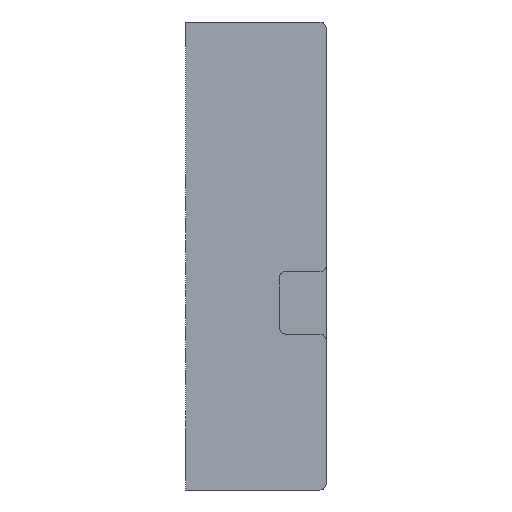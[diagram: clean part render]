
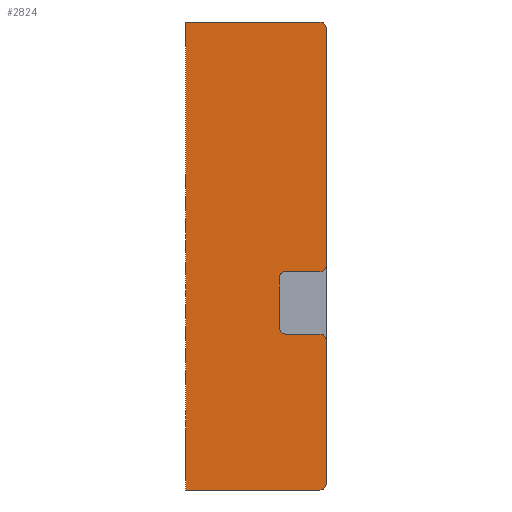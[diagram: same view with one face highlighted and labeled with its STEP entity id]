
A CAD part, left-side view. The second image highlights one B-rep face of the part: STEP entity #2824.
In plain terms, the highlighted planar face has unit normal (-1, 0, 0).
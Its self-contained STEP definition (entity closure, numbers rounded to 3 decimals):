
#160 = CARTESIAN_POINT ( 'NONE',  ( -100.6, 216.094, 29.993 ) ) ;
#253 = CARTESIAN_POINT ( 'NONE',  ( -100.6, 218.094, -20. ) ) ;
#370 = EDGE_CURVE ( 'NONE', #5407, #5378, #2907, .T. ) ;
#416 = VERTEX_POINT ( 'NONE', #2939 ) ;
#447 = CARTESIAN_POINT ( 'NONE',  ( -100.6, 261.094, 130. ) ) ;
#508 = ORIENTED_EDGE ( 'NONE', *, *, #3040, .T. ) ;
#570 = DIRECTION ( 'NONE',  ( -1., 0., 0. ) ) ;
#597 = CARTESIAN_POINT ( 'NONE',  ( -100.6, 216.094, 49.993 ) ) ;
#622 = CARTESIAN_POINT ( 'NONE',  ( -100.6, 218.094, -18. ) ) ;
#690 = ORIENTED_EDGE ( 'NONE', *, *, #2790, .T. ) ;
#805 = DIRECTION ( 'NONE',  ( 0., 0., 1. ) ) ;
#879 = DIRECTION ( 'NONE',  ( 0., -1., 0. ) ) ;
#996 = VERTEX_POINT ( 'NONE', #4541 ) ;
#1007 = DIRECTION ( 'NONE',  ( -1., 0., 0. ) ) ;
#1015 = ORIENTED_EDGE ( 'NONE', *, *, #1523, .T. ) ;
#1173 = AXIS2_PLACEMENT_3D ( 'NONE', #1515, #2754, #4603 ) ;
#1256 = CARTESIAN_POINT ( 'NONE',  ( -100.6, 229.094, 31.993 ) ) ;
#1309 = AXIS2_PLACEMENT_3D ( 'NONE', #5251, #2302, #6025 ) ;
#1330 = LINE ( 'NONE', #6847, #1815 ) ;
#1367 = CARTESIAN_POINT ( 'NONE',  ( -100.6, 218.094, 128. ) ) ;
#1487 = VERTEX_POINT ( 'NONE', #447 ) ;
#1515 = CARTESIAN_POINT ( 'NONE',  ( -100.6, 216.094, -20. ) ) ;
#1523 = EDGE_CURVE ( 'NONE', #4151, #996, #7520, .T. ) ;
#1567 = CARTESIAN_POINT ( 'NONE',  ( -100.6, 218.094, 27.993 ) ) ;
#1642 = VERTEX_POINT ( 'NONE', #6009 ) ;
#1815 = VECTOR ( 'NONE', #3773, 1000. ) ;
#1950 = EDGE_CURVE ( 'NONE', #6189, #5378, #1330, .T. ) ;
#2040 = VECTOR ( 'NONE', #4472, 1000. ) ;
#2218 = CARTESIAN_POINT ( 'NONE',  ( -100.6, 218.094, 49.993 ) ) ;
#2289 = ORIENTED_EDGE ( 'NONE', *, *, #7770, .F. ) ;
#2302 = DIRECTION ( 'NONE',  ( 1., 0., 0. ) ) ;
#2435 = EDGE_CURVE ( 'NONE', #1487, #1642, #5436, .T. ) ;
#2514 = ORIENTED_EDGE ( 'NONE', *, *, #4385, .T. ) ;
#2670 = EDGE_CURVE ( 'NONE', #416, #4151, #3122, .T. ) ;
#2754 = DIRECTION ( 'NONE',  ( -1., 0., 0. ) ) ;
#2790 = EDGE_CURVE ( 'NONE', #6965, #5280, #7558, .T. ) ;
#2824 = ADVANCED_FACE ( 'NONE', ( #6240 ), #5155, .T. ) ;
#2855 = ORIENTED_EDGE ( 'NONE', *, *, #7833, .T. ) ;
#2866 = VERTEX_POINT ( 'NONE', #3905 ) ;
#2907 = CIRCLE ( 'NONE', #4589, 2. ) ;
#2939 = CARTESIAN_POINT ( 'NONE',  ( -100.6, 216.094, -18. ) ) ;
#3008 = DIRECTION ( 'NONE',  ( 0., 1., 0. ) ) ;
#3040 = EDGE_CURVE ( 'NONE', #3398, #416, #6286, .T. ) ;
#3122 = LINE ( 'NONE', #7350, #6510 ) ;
#3131 = VECTOR ( 'NONE', #5512, 1000. ) ;
#3190 = ORIENTED_EDGE ( 'NONE', *, *, #5693, .T. ) ;
#3284 = DIRECTION ( 'NONE',  ( 0., 0., 1. ) ) ;
#3361 = VECTOR ( 'NONE', #879, 1000. ) ;
#3398 = VERTEX_POINT ( 'NONE', #253 ) ;
#3461 = CARTESIAN_POINT ( 'NONE',  ( -100.6, 229.094, 29.993 ) ) ;
#3548 = LINE ( 'NONE', #3908, #3361 ) ;
#3623 = ORIENTED_EDGE ( 'NONE', *, *, #370, .T. ) ;
#3680 = ORIENTED_EDGE ( 'NONE', *, *, #2435, .F. ) ;
#3716 = CARTESIAN_POINT ( 'NONE',  ( -100.6, 218.094, 51.993 ) ) ;
#3773 = DIRECTION ( 'NONE',  ( 0., 0., -1. ) ) ;
#3872 = DIRECTION ( 'NONE',  ( 0., 0., 1. ) ) ;
#3905 = CARTESIAN_POINT ( 'NONE',  ( -100.6, 261.094, -20. ) ) ;
#3906 = CARTESIAN_POINT ( 'NONE',  ( -100.6, 216.094, 128. ) ) ;
#3908 = CARTESIAN_POINT ( 'NONE',  ( -100.6, 216.094, -20. ) ) ;
#3927 = VECTOR ( 'NONE', #6472, 1000. ) ;
#3953 = LINE ( 'NONE', #5091, #4424 ) ;
#4090 = AXIS2_PLACEMENT_3D ( 'NONE', #1567, #1007, #4683 ) ;
#4110 = EDGE_LOOP ( 'NONE', ( #2855, #508, #7745, #1015, #2289, #3623, #5040, #6588, #5511, #2514, #690, #3190, #3680, #7764 ) ) ;
#4151 = VERTEX_POINT ( 'NONE', #5239 ) ;
#4168 = AXIS2_PLACEMENT_3D ( 'NONE', #622, #570, #4261 ) ;
#4242 = LINE ( 'NONE', #160, #2040 ) ;
#4261 = DIRECTION ( 'NONE',  ( 0., 0., 1. ) ) ;
#4323 = DIRECTION ( 'NONE',  ( 0., 0., 1. ) ) ;
#4385 = EDGE_CURVE ( 'NONE', #6440, #6965, #6493, .T. ) ;
#4424 = VECTOR ( 'NONE', #3284, 1000. ) ;
#4472 = DIRECTION ( 'NONE',  ( 0., -1., 0. ) ) ;
#4541 = CARTESIAN_POINT ( 'NONE',  ( -100.6, 218.094, 29.993 ) ) ;
#4548 = CARTESIAN_POINT ( 'NONE',  ( -100.6, 216.094, -20. ) ) ;
#4589 = AXIS2_PLACEMENT_3D ( 'NONE', #1256, #4857, #7917 ) ;
#4603 = DIRECTION ( 'NONE',  ( 0., 0., 1. ) ) ;
#4683 = DIRECTION ( 'NONE',  ( 0., 0., 1. ) ) ;
#4696 = VERTEX_POINT ( 'NONE', #5245 ) ;
#4857 = DIRECTION ( 'NONE',  ( 1., 0., 0. ) ) ;
#4988 = AXIS2_PLACEMENT_3D ( 'NONE', #1367, #6391, #3872 ) ;
#5040 = ORIENTED_EDGE ( 'NONE', *, *, #1950, .F. ) ;
#5091 = CARTESIAN_POINT ( 'NONE',  ( -100.6, 261.094, -20. ) ) ;
#5155 = PLANE ( 'NONE',  #1173 ) ;
#5239 = CARTESIAN_POINT ( 'NONE',  ( -100.6, 216.094, 27.993 ) ) ;
#5245 = CARTESIAN_POINT ( 'NONE',  ( -100.6, 229.094, 49.993 ) ) ;
#5251 = CARTESIAN_POINT ( 'NONE',  ( -100.6, 229.094, 47.993 ) ) ;
#5275 = VECTOR ( 'NONE', #3008, 1000. ) ;
#5280 = VERTEX_POINT ( 'NONE', #3906 ) ;
#5378 = VERTEX_POINT ( 'NONE', #7158 ) ;
#5407 = VERTEX_POINT ( 'NONE', #3461 ) ;
#5436 = LINE ( 'NONE', #6582, #3131 ) ;
#5481 = EDGE_CURVE ( 'NONE', #6440, #4696, #6451, .T. ) ;
#5511 = ORIENTED_EDGE ( 'NONE', *, *, #5481, .F. ) ;
#5512 = DIRECTION ( 'NONE',  ( 0., -1., 0. ) ) ;
#5617 = CARTESIAN_POINT ( 'NONE',  ( -100.6, 231.094, 47.993 ) ) ;
#5693 = EDGE_CURVE ( 'NONE', #5280, #1642, #7458, .T. ) ;
#5955 = EDGE_CURVE ( 'NONE', #6189, #4696, #6033, .T. ) ;
#6009 = CARTESIAN_POINT ( 'NONE',  ( -100.6, 218.094, 130. ) ) ;
#6025 = DIRECTION ( 'NONE',  ( 0., 0., 1. ) ) ;
#6033 = CIRCLE ( 'NONE', #1309, 2. ) ;
#6189 = VERTEX_POINT ( 'NONE', #5617 ) ;
#6210 = DIRECTION ( 'NONE',  ( -1., 0., 0. ) ) ;
#6240 = FACE_OUTER_BOUND ( 'NONE', #4110, .T. ) ;
#6286 = CIRCLE ( 'NONE', #4168, 2. ) ;
#6391 = DIRECTION ( 'NONE',  ( -1., 0., 0. ) ) ;
#6440 = VERTEX_POINT ( 'NONE', #2218 ) ;
#6451 = LINE ( 'NONE', #597, #5275 ) ;
#6472 = DIRECTION ( 'NONE',  ( 0., 0., 1. ) ) ;
#6493 = CIRCLE ( 'NONE', #7927, 2. ) ;
#6494 = CARTESIAN_POINT ( 'NONE',  ( -100.6, 216.094, 51.993 ) ) ;
#6510 = VECTOR ( 'NONE', #4323, 1000. ) ;
#6582 = CARTESIAN_POINT ( 'NONE',  ( -100.6, 216.094, 130. ) ) ;
#6588 = ORIENTED_EDGE ( 'NONE', *, *, #5955, .T. ) ;
#6847 = CARTESIAN_POINT ( 'NONE',  ( -100.6, 231.094, 49.993 ) ) ;
#6965 = VERTEX_POINT ( 'NONE', #6494 ) ;
#7158 = CARTESIAN_POINT ( 'NONE',  ( -100.6, 231.094, 31.993 ) ) ;
#7350 = CARTESIAN_POINT ( 'NONE',  ( -100.6, 216.094, -20. ) ) ;
#7458 = CIRCLE ( 'NONE', #4988, 2. ) ;
#7520 = CIRCLE ( 'NONE', #4090, 2. ) ;
#7558 = LINE ( 'NONE', #4548, #3927 ) ;
#7745 = ORIENTED_EDGE ( 'NONE', *, *, #2670, .T. ) ;
#7764 = ORIENTED_EDGE ( 'NONE', *, *, #7826, .F. ) ;
#7770 = EDGE_CURVE ( 'NONE', #5407, #996, #4242, .T. ) ;
#7826 = EDGE_CURVE ( 'NONE', #2866, #1487, #3953, .T. ) ;
#7833 = EDGE_CURVE ( 'NONE', #2866, #3398, #3548, .T. ) ;
#7917 = DIRECTION ( 'NONE',  ( 0., 0., 1. ) ) ;
#7927 = AXIS2_PLACEMENT_3D ( 'NONE', #3716, #6210, #805 ) ;
